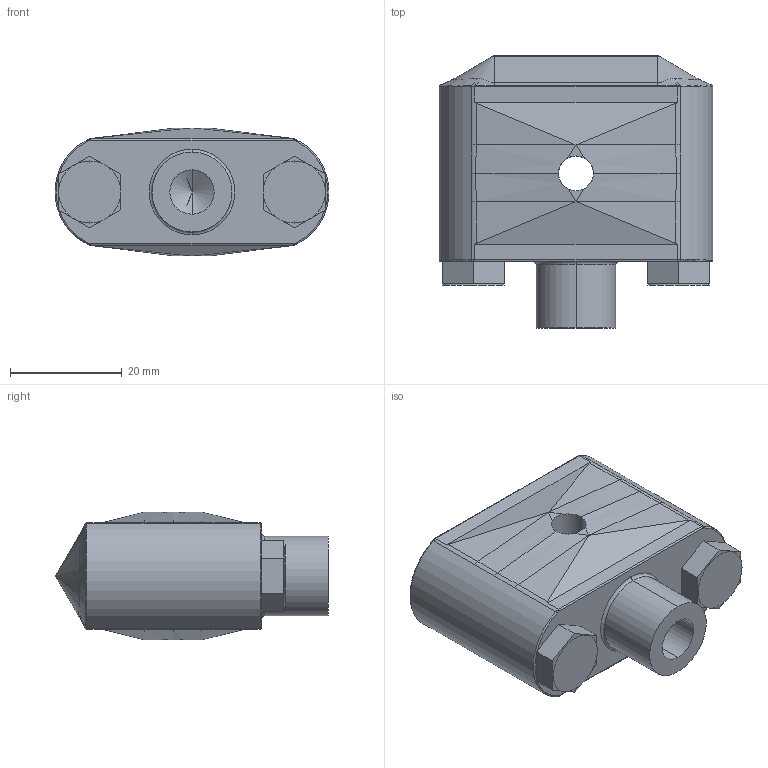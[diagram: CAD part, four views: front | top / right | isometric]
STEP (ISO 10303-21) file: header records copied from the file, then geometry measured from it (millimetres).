
FILE_DESCRIPTION (( 'STEP AP214' ), '1' );
FILE_NAME ('CSDBMTC0.25T304ZP.STEP', '2023-07-08T15:57:49', ( '' ), ( '' ), 'SwSTEP 2.0', 'SolidWorks 2018', '' );
FILE_SCHEMA (( 'AUTOMOTIVE_DESIGN' ));
Length unit declared in the file: inch
Products named in the file (1): CSDBMTC0.25T304ZP
Bounding box: 48.97 x 48.65 x 22.86 mm (x, y, z)
Volume: 32377.1 mm3; surface area: 7178.4 mm2
Topology: 1 solids, 1 shells, 119 faces, 280 edges, 163 vertices
Faces by surface type: plane 46, bspline 26, cylinder 23, torus 14, cone 8, sphere 2
Entity records: 4308 total; most frequent: CARTESIAN_POINT 1757, ORIENTED_EDGE 556, DIRECTION 456, EDGE_CURVE 278, AXIS2_PLACEMENT_3D 164, VERTEX_POINT 163, LINE 128, VECTOR 128
